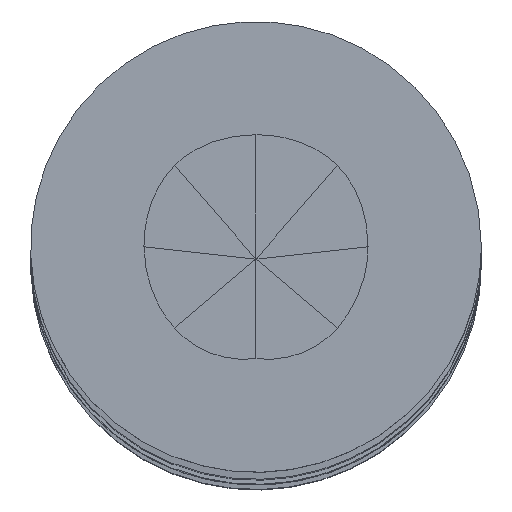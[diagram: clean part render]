
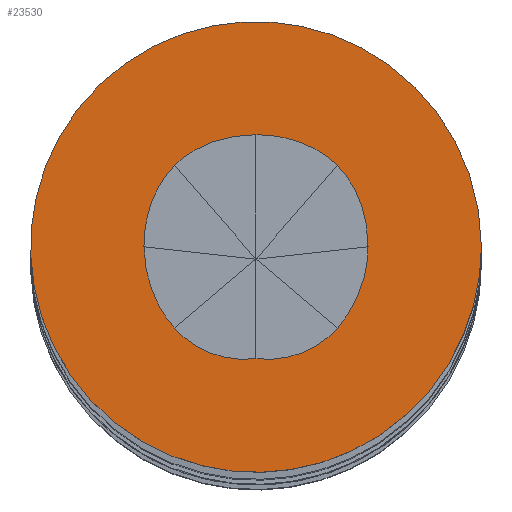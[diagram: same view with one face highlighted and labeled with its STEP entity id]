
A CAD part, top view. The second image highlights one B-rep face of the part: STEP entity #23530.
In plain terms, the highlighted planar face has unit normal (0, 0, 1).
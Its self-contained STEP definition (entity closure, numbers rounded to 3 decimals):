
#23070 = CARTESIAN_POINT ('', (2.458, 0., 160.809));
#23080 = VERTEX_POINT ('', #23070);
#23090 = CARTESIAN_POINT ('', (2.458, 0., 160.809));
#23100 = CARTESIAN_POINT ('', (2.458, 2.458, 160.809));
#23110 = CARTESIAN_POINT ('', (0., 2.458, 160.809));
#23120 = CARTESIAN_POINT ('', (-2.458, 2.458, 160.809));
#23130 = CARTESIAN_POINT ('', (-2.458, 0., 160.809));
#23140 = CARTESIAN_POINT ('', (-2.458, -2.458, 160.809));
#23150 = CARTESIAN_POINT ('', (0., -2.458, 160.809));
#23160 = CARTESIAN_POINT ('', (2.458, -2.458, 160.809));
#23170 = CARTESIAN_POINT ('', (2.458, 0., 160.809));
#23180 = (
   BOUNDED_CURVE ()
   B_SPLINE_CURVE (2, (#23090, #23100, #23110, #23120, #23130, #23140, #23150, #23160, #23170), .UNSPECIFIED., .T., .U.)
   B_SPLINE_CURVE_WITH_KNOTS ((3, 2, 2, 2, 3), (0., 1.571, 3.142, 4.712, 6.283), .UNSPECIFIED.)
   CURVE ()
   GEOMETRIC_REPRESENTATION_ITEM ()
   RATIONAL_B_SPLINE_CURVE ((1., 0.707, 1., 0.707, 1., 0.707, 1., 0.707, 1.))
   REPRESENTATION_ITEM ('')
);
#23190 = EDGE_CURVE ('', #23080, #23080, #23180, .T.);
#23290 = CARTESIAN_POINT ('', (5., 0., 160.809));
#23300 = VERTEX_POINT ('', #23290);
#23310 = CARTESIAN_POINT ('', (5., 0., 160.809));
#23320 = CARTESIAN_POINT ('', (5., 5., 160.809));
#23330 = CARTESIAN_POINT ('', (0., 5., 160.809));
#23340 = CARTESIAN_POINT ('', (-5., 5., 160.809));
#23350 = CARTESIAN_POINT ('', (-5., 0., 160.809));
#23360 = CARTESIAN_POINT ('', (-5., -5., 160.809));
#23370 = CARTESIAN_POINT ('', (0., -5., 160.809));
#23380 = CARTESIAN_POINT ('', (5., -5., 160.809));
#23390 = CARTESIAN_POINT ('', (5., 0., 160.809));
#23400 = (
   BOUNDED_CURVE ()
   B_SPLINE_CURVE (2, (#23310, #23320, #23330, #23340, #23350, #23360, #23370, #23380, #23390), .UNSPECIFIED., .T., .U.)
   B_SPLINE_CURVE_WITH_KNOTS ((3, 2, 2, 2, 3), (0., 1.571, 3.142, 4.712, 6.283), .UNSPECIFIED.)
   CURVE ()
   GEOMETRIC_REPRESENTATION_ITEM ()
   RATIONAL_B_SPLINE_CURVE ((1., 0.707, 1., 0.707, 1., 0.707, 1., 0.707, 1.))
   REPRESENTATION_ITEM ('')
);
#23410 = EDGE_CURVE ('', #23300, #23300, #23400, .T.);
#23420 = ORIENTED_EDGE ('', *, *, #23410, .T.);
#23430 = EDGE_LOOP ('', (#23420));
#23440 = FACE_OUTER_BOUND ('', #23430, .T.);
#23450 = ORIENTED_EDGE ('', *, *, #23190, .F.);
#23460 = EDGE_LOOP ('', (#23450));
#23470 = FACE_BOUND ('', #23460, .T.);
#23480 = CARTESIAN_POINT ('', (0., 0., 160.809));
#23490 = DIRECTION ('', (0., 0., 1.));
#23500 = DIRECTION ('', (1., 0., 0.));
#23510 = AXIS2_PLACEMENT_3D ('', #23480, #23490, #23500);
#23520 = PLANE ('', #23510);
#23530 = ADVANCED_FACE ('', (#23440, #23470), #23520, .T.);
